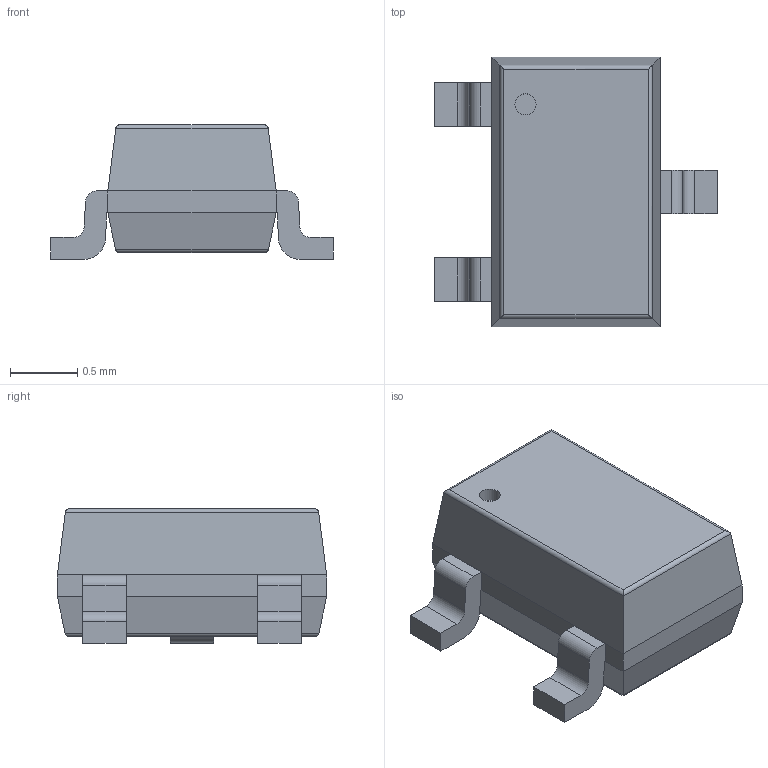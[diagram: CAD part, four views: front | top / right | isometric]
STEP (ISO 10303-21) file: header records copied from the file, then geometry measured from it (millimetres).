
FILE_DESCRIPTION(('FreeCAD Model'),'2;1');
FILE_NAME('1027521.2.1.stp','2020-04-09T19:31:47',( 'Author'),(''),'Open CASCADE STEP processor 6.9','FreeCAD','Unknown' );
FILE_SCHEMA(('AUTOMOTIVE_DESIGN { 1 0 10303 214 1 1 1 1 }'));
Length unit declared in the file: millimetre
Products named in the file (4): ASSEMBLY; Body; PinsArrayL; FilletPinR
Assembly tree (3 placements, depth 2):
  ASSEMBLY
    Body
    PinsArrayL
    FilletPinR
Bounding box: 2.1 x 2 x 1 mm (x, y, z)
Volume: 2.3 mm3; surface area: 12.6 mm2
Topology: 4 solids, 4 shells, 63 faces, 146 edges, 92 vertices
Faces by surface type: plane 45, cylinder 18
Full cylindrical faces by diameter (mm): 0.156 x1
Entity records: 3874 total; most frequent: CARTESIAN_POINT 785, DIRECTION 569, LINE 368, VECTOR 368, ORIENTED_EDGE 292, PCURVE 292, DEFINITIONAL_REPRESENTATION 292, EDGE_CURVE 146
